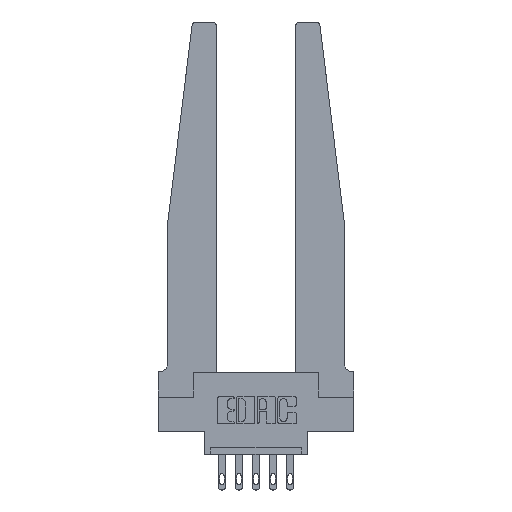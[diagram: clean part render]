
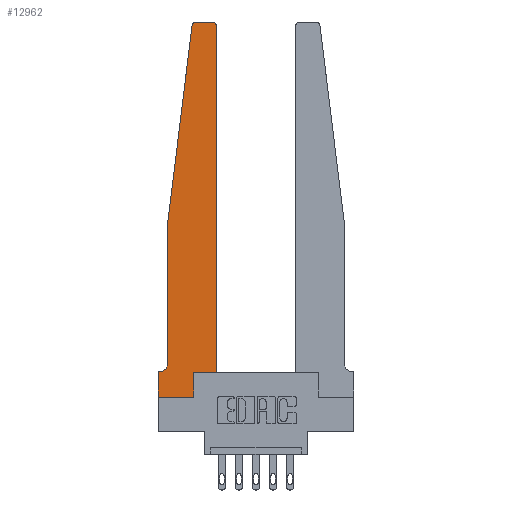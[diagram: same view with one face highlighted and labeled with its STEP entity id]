
A CAD part, top view. The second image highlights one B-rep face of the part: STEP entity #12962.
In plain terms, the highlighted planar face has unit normal (0, 0, 1).
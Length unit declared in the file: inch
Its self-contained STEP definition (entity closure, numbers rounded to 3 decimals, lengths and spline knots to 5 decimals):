
#201 = LINE ( 'NONE', #1028, #8724 ) ;
#360 = LINE ( 'NONE', #1256, #7850 ) ;
#536 = VERTEX_POINT ( 'NONE', #1827 ) ;
#692 = CARTESIAN_POINT ( 'NONE',  ( 0., 0.1875, 0.37 ) ) ;
#725 = EDGE_LOOP ( 'NONE', ( #7974, #8141, #7555, #4737, #5747, #7098, #2077, #5219, #13295, #12595, #2989, #5722 ) ) ;
#953 = VERTEX_POINT ( 'NONE', #8300 ) ;
#1028 = CARTESIAN_POINT ( 'NONE',  ( 0.425, 0.18, 0.37 ) ) ;
#1066 = LINE ( 'NONE', #4173, #12494 ) ;
#1256 = CARTESIAN_POINT ( 'NONE',  ( 0.065, 0.1875, 0.37 ) ) ;
#1464 = FACE_OUTER_BOUND ( 'NONE', #725, .T. ) ;
#1533 = CARTESIAN_POINT ( 'NONE',  ( 0., 0., 0.37 ) ) ;
#1802 = VECTOR ( 'NONE', #4454, 39.37008 ) ;
#1827 = CARTESIAN_POINT ( 'NONE',  ( 0.24675, 2.72367, 0.37 ) ) ;
#1958 = EDGE_CURVE ( 'NONE', #3068, #11093, #2140, .T. ) ;
#2063 = DIRECTION ( 'NONE',  ( 0., 1., 0. ) ) ;
#2068 = EDGE_CURVE ( 'NONE', #11093, #10108, #5845, .T. ) ;
#2077 = ORIENTED_EDGE ( 'NONE', *, *, #10013, .T. ) ;
#2140 = CIRCLE ( 'NONE', #2560, 0.03 ) ;
#2434 = EDGE_CURVE ( 'NONE', #536, #953, #12170, .T. ) ;
#2560 = AXIS2_PLACEMENT_3D ( 'NONE', #10771, #8823, #12719 ) ;
#2984 = VECTOR ( 'NONE', #10084, 39.37008 ) ;
#2989 = ORIENTED_EDGE ( 'NONE', *, *, #3772, .T. ) ;
#3024 = CARTESIAN_POINT ( 'NONE',  ( 0.27653, 2.75, 0.37 ) ) ;
#3038 = DIRECTION ( 'NONE',  ( -1., 0., 0. ) ) ;
#3068 = VERTEX_POINT ( 'NONE', #8186 ) ;
#3111 = EDGE_CURVE ( 'NONE', #10108, #536, #9770, .T. ) ;
#3132 = VERTEX_POINT ( 'NONE', #12867 ) ;
#3435 = EDGE_CURVE ( 'NONE', #10656, #9534, #360, .T. ) ;
#3772 = EDGE_CURVE ( 'NONE', #3132, #3068, #201, .T. ) ;
#3824 = EDGE_CURVE ( 'NONE', #9930, #3132, #9610, .T. ) ;
#4173 = CARTESIAN_POINT ( 'NONE',  ( 0.2605, 0.18, 0.37 ) ) ;
#4310 = VECTOR ( 'NONE', #12179, 39.37008 ) ;
#4454 = DIRECTION ( 'NONE',  ( 1., 0., 0. ) ) ;
#4586 = CARTESIAN_POINT ( 'NONE',  ( 0.425, 0.18, 0.37 ) ) ;
#4737 = ORIENTED_EDGE ( 'NONE', *, *, #11640, .T. ) ;
#4794 = CARTESIAN_POINT ( 'NONE',  ( 0.2605, 0., 0.37 ) ) ;
#4859 = CARTESIAN_POINT ( 'NONE',  ( 0.2605, 0.18, 0.37 ) ) ;
#4939 = CARTESIAN_POINT ( 'NONE',  ( 0.065, 1.25, 0.37 ) ) ;
#5154 = AXIS2_PLACEMENT_3D ( 'NONE', #11492, #5358, #3038 ) ;
#5219 = ORIENTED_EDGE ( 'NONE', *, *, #9084, .T. ) ;
#5358 = DIRECTION ( 'NONE',  ( 0., 0., -1. ) ) ;
#5722 = ORIENTED_EDGE ( 'NONE', *, *, #1958, .T. ) ;
#5747 = ORIENTED_EDGE ( 'NONE', *, *, #9691, .T. ) ;
#5845 = LINE ( 'NONE', #12242, #4310 ) ;
#6207 = CARTESIAN_POINT ( 'NONE',  ( 0.015, 0.1875, 0.37 ) ) ;
#6442 = VECTOR ( 'NONE', #10919, 39.37008 ) ;
#6659 = DIRECTION ( 'NONE',  ( -1., 0., 0. ) ) ;
#6680 = CARTESIAN_POINT ( 'NONE',  ( 0.27653, 2.72, 0.37 ) ) ;
#6976 = CARTESIAN_POINT ( 'NONE',  ( 0., 0., 0.37 ) ) ;
#7098 = ORIENTED_EDGE ( 'NONE', *, *, #3435, .T. ) ;
#7358 = AXIS2_PLACEMENT_3D ( 'NONE', #12799, #8776, #7772 ) ;
#7539 = CIRCLE ( 'NONE', #5154, 0.05 ) ;
#7555 = ORIENTED_EDGE ( 'NONE', *, *, #2434, .T. ) ;
#7570 = DIRECTION ( 'NONE',  ( 0., 0., 1. ) ) ;
#7772 = DIRECTION ( 'NONE',  ( 1., 0., 0. ) ) ;
#7850 = VECTOR ( 'NONE', #6659, 39.37008 ) ;
#7974 = ORIENTED_EDGE ( 'NONE', *, *, #2068, .T. ) ;
#8141 = ORIENTED_EDGE ( 'NONE', *, *, #3111, .T. ) ;
#8186 = CARTESIAN_POINT ( 'NONE',  ( 0.425, 2.72, 0.37 ) ) ;
#8300 = CARTESIAN_POINT ( 'NONE',  ( 0.065, 1.25, 0.37 ) ) ;
#8666 = VECTOR ( 'NONE', #8946, 39.37008 ) ;
#8709 = PLANE ( 'NONE',  #7358 ) ;
#8724 = VECTOR ( 'NONE', #12495, 39.37008 ) ;
#8776 = DIRECTION ( 'NONE',  ( 0., 0., 1. ) ) ;
#8823 = DIRECTION ( 'NONE',  ( 0., 0., 1. ) ) ;
#8858 = LINE ( 'NONE', #10876, #9727 ) ;
#8946 = DIRECTION ( 'NONE',  ( -0.122, -0.992, 0. ) ) ;
#9072 = LINE ( 'NONE', #6976, #2984 ) ;
#9084 = EDGE_CURVE ( 'NONE', #12931, #9996, #9779, .T. ) ;
#9355 = CARTESIAN_POINT ( 'NONE',  ( 0.395, 2.75, 0.37 ) ) ;
#9534 = VERTEX_POINT ( 'NONE', #692 ) ;
#9585 = CARTESIAN_POINT ( 'NONE',  ( 0., 0., 0.37 ) ) ;
#9610 = LINE ( 'NONE', #4586, #1802 ) ;
#9691 = EDGE_CURVE ( 'NONE', #11369, #10656, #7539, .T. ) ;
#9727 = VECTOR ( 'NONE', #12953, 39.37008 ) ;
#9770 = CIRCLE ( 'NONE', #10840, 0.03 ) ;
#9779 = LINE ( 'NONE', #9585, #6442 ) ;
#9930 = VERTEX_POINT ( 'NONE', #4859 ) ;
#9996 = VERTEX_POINT ( 'NONE', #4794 ) ;
#10013 = EDGE_CURVE ( 'NONE', #9534, #12931, #9072, .T. ) ;
#10084 = DIRECTION ( 'NONE',  ( 0., -1., 0. ) ) ;
#10108 = VERTEX_POINT ( 'NONE', #3024 ) ;
#10532 = DIRECTION ( 'NONE',  ( 1., 0., 0. ) ) ;
#10649 = EDGE_CURVE ( 'NONE', #9996, #9930, #1066, .T. ) ;
#10656 = VERTEX_POINT ( 'NONE', #6207 ) ;
#10771 = CARTESIAN_POINT ( 'NONE',  ( 0.395, 2.72, 0.37 ) ) ;
#10840 = AXIS2_PLACEMENT_3D ( 'NONE', #6680, #7570, #10532 ) ;
#10876 = CARTESIAN_POINT ( 'NONE',  ( 0.065, 1.25, 0.37 ) ) ;
#10919 = DIRECTION ( 'NONE',  ( 1., 0., 0. ) ) ;
#11093 = VERTEX_POINT ( 'NONE', #9355 ) ;
#11345 = CARTESIAN_POINT ( 'NONE',  ( 0.065, 0.2375, 0.37 ) ) ;
#11369 = VERTEX_POINT ( 'NONE', #11345 ) ;
#11492 = CARTESIAN_POINT ( 'NONE',  ( 0.015, 0.2375, 0.37 ) ) ;
#11640 = EDGE_CURVE ( 'NONE', #953, #11369, #8858, .T. ) ;
#12170 = LINE ( 'NONE', #4939, #8666 ) ;
#12179 = DIRECTION ( 'NONE',  ( -1., 0., 0. ) ) ;
#12242 = CARTESIAN_POINT ( 'NONE',  ( 0.25, 2.75, 0.37 ) ) ;
#12494 = VECTOR ( 'NONE', #2063, 39.37008 ) ;
#12495 = DIRECTION ( 'NONE',  ( 0., 1., 0. ) ) ;
#12595 = ORIENTED_EDGE ( 'NONE', *, *, #3824, .T. ) ;
#12719 = DIRECTION ( 'NONE',  ( 1., 0., 0. ) ) ;
#12799 = CARTESIAN_POINT ( 'NONE',  ( 0., 0.1875, 0.37 ) ) ;
#12867 = CARTESIAN_POINT ( 'NONE',  ( 0.425, 0.18, 0.37 ) ) ;
#12931 = VERTEX_POINT ( 'NONE', #1533 ) ;
#12953 = DIRECTION ( 'NONE',  ( 0., -1., 0. ) ) ;
#12962 = ADVANCED_FACE ( 'NONE', ( #1464 ), #8709, .T. ) ;
#13295 = ORIENTED_EDGE ( 'NONE', *, *, #10649, .T. ) ;
